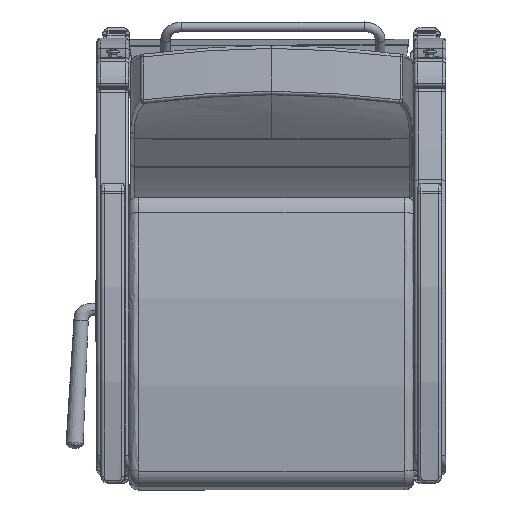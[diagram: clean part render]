
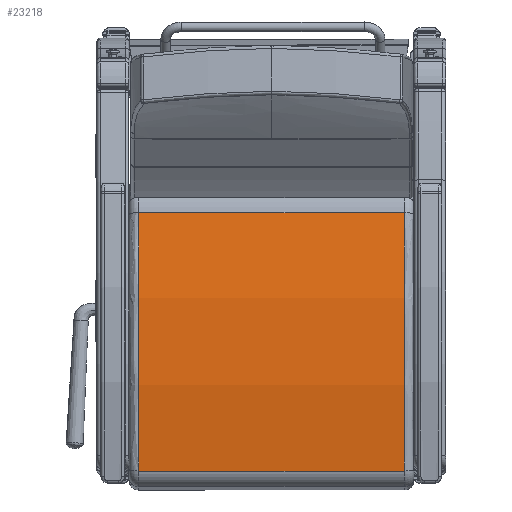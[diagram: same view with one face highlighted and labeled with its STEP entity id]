
A CAD part, front view. The second image highlights one B-rep face of the part: STEP entity #23218.
In plain terms, the highlighted free-form (B-spline) face has degree [1, 2] with [2, 3] control points.
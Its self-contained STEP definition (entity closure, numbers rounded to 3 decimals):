
#1010=(
BOUNDED_SURFACE()
B_SPLINE_SURFACE(1,2,((#48387,#48388,#48389),(#48390,#48391,#48392)),
 .UNSPECIFIED.,.F.,.F.,.F.)
B_SPLINE_SURFACE_WITH_KNOTS((2,2),(3,3),(-0.173,0.173),
(1.362,1.699),.UNSPECIFIED.)
GEOMETRIC_REPRESENTATION_ITEM()
RATIONAL_B_SPLINE_SURFACE(((1.,0.986,1.),(1.,0.986,
1.)))
REPRESENTATION_ITEM('')
SURFACE()
);
#1737=ELLIPSE('',#25196,60.054,60.);
#1747=ELLIPSE('',#25224,60.054,60.);
#2696=LINE('',#48385,#4283);
#2697=LINE('',#48394,#4284);
#4283=VECTOR('',#28657,0.394);
#4284=VECTOR('',#28660,0.394);
#5935=FACE_OUTER_BOUND('',#7365,.T.);
#7365=EDGE_LOOP('',(#17303,#17304,#17305,#17306));
#10706=VERTEX_POINT('',#48177);
#10707=VERTEX_POINT('',#48178);
#10732=VERTEX_POINT('',#48384);
#10733=VERTEX_POINT('',#48393);
#13276=EDGE_CURVE('',#10706,#10707,#1737,.T.);
#13314=EDGE_CURVE('',#10707,#10732,#2696,.T.);
#13316=EDGE_CURVE('',#10706,#10733,#2697,.T.);
#13317=EDGE_CURVE('',#10732,#10733,#1747,.T.);
#17303=ORIENTED_EDGE('',*,*,#13276,.F.);
#17304=ORIENTED_EDGE('',*,*,#13316,.T.);
#17305=ORIENTED_EDGE('',*,*,#13317,.F.);
#17306=ORIENTED_EDGE('',*,*,#13314,.F.);
#23218=ADVANCED_FACE('',(#5935),#1010,.F.);
#25196=AXIS2_PLACEMENT_3D('',#48179,#28589,#28590);
#25224=AXIS2_PLACEMENT_3D('',#48395,#28661,#28662);
#28589=DIRECTION('center_axis',(0.,0.,-1.));
#28590=DIRECTION('ref_axis',(1.,0.,0.));
#28657=DIRECTION('',(0.,0.,1.));
#28660=DIRECTION('',(0.,0.,1.));
#28661=DIRECTION('center_axis',(0.,0.,1.));
#28662=DIRECTION('ref_axis',(1.,0.,0.));
#48177=CARTESIAN_POINT('',(-10.045,1.256,-10.375));
#48178=CARTESIAN_POINT('',(10.111,0.445,-10.375));
#48179=CARTESIAN_POINT('Origin',(-2.35,-58.249,-10.375));
#48384=CARTESIAN_POINT('',(10.111,0.445,10.375));
#48385=CARTESIAN_POINT('',(10.111,0.445,0.));
#48387=CARTESIAN_POINT('Ctrl Pts',(10.111,0.445,-10.375));
#48388=CARTESIAN_POINT('Ctrl Pts',(0.103,2.566,-10.375));
#48389=CARTESIAN_POINT('Ctrl Pts',(-10.045,1.256,-10.375));
#48390=CARTESIAN_POINT('Ctrl Pts',(10.111,0.445,10.375));
#48391=CARTESIAN_POINT('Ctrl Pts',(0.103,2.566,10.375));
#48392=CARTESIAN_POINT('Ctrl Pts',(-10.045,1.256,10.375));
#48393=CARTESIAN_POINT('',(-10.045,1.256,10.375));
#48394=CARTESIAN_POINT('',(-10.045,1.256,0.));
#48395=CARTESIAN_POINT('Origin',(-2.35,-58.249,10.375));
